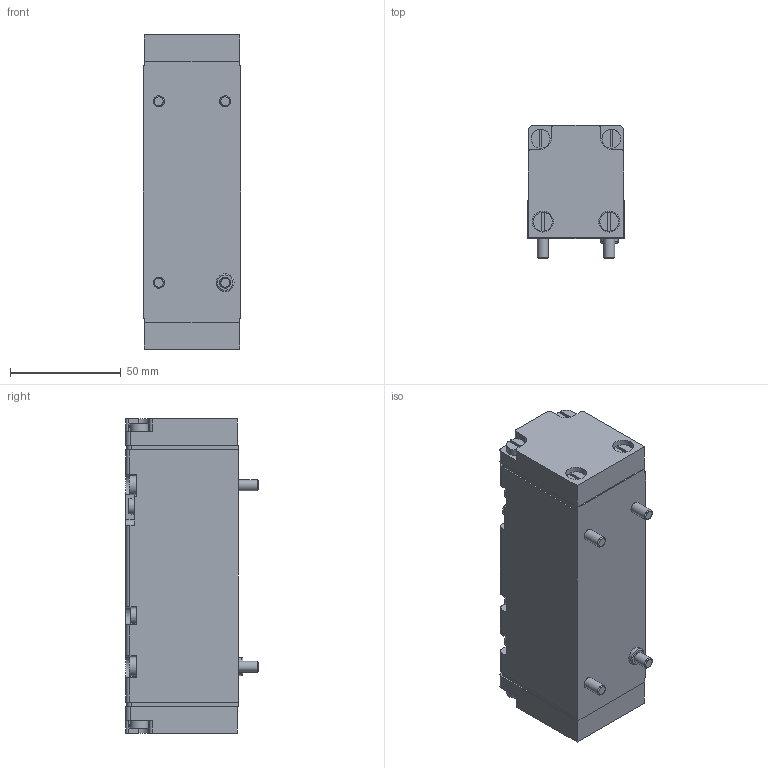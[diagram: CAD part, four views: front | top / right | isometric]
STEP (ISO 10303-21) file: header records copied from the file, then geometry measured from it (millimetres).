
FILE_DESCRIPTION(/* description */ ('STEP AP214'),/* implementation_level */ '2;1');
FILE_NAME(/* name */ '5815_CJ-5_2-1_2',/* time_stamp */ '2024-08-05T17:27:06+02:00',/* author */ ('License CC BY-ND 4.0'),/* organization */ ('CADENAS'),/* preprocessor_version */ 'ST-DEVELOPER v19.3',/* originating_system */ 'PARTsolutions',/* authorisation */ ' ');
FILE_SCHEMA (('AUTOMOTIVE_DESIGN {1 0 10303 214 3 1 1}'));
Length unit declared in the file: millimetre
Products named in the file (1): 5815 CJ-5/2-1/2
Bounding box: 44 x 60 x 142 mm (x, y, z)
Volume: 306771.5 mm3; surface area: 34535.8 mm2
Topology: 1 solids, 1 shells, 217 faces, 566 edges, 376 vertices
Faces by surface type: plane 151, cylinder 61, cone 4, torus 1
Full cylindrical faces by diameter (mm): 5 x4, 7 x4, 8 x1, 8.5 x12, 9.5 x4
Entity records: 6376 total; most frequent: DIRECTION 1128, CARTESIAN_POINT 1088, ORIENTED_EDGE 1030, EDGE_CURVE 515, AXIS2_PLACEMENT_3D 395, VERTEX_POINT 355, LINE 338, VECTOR 338
